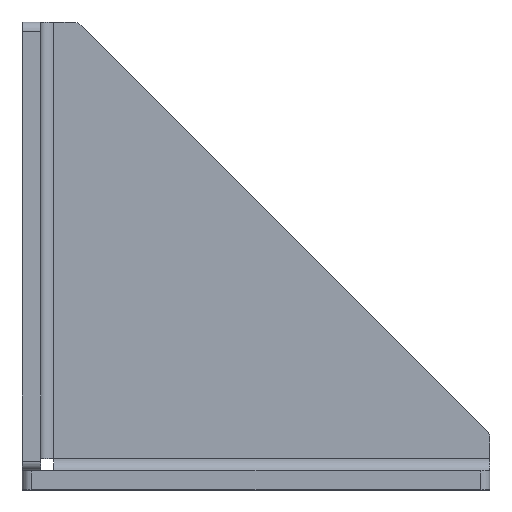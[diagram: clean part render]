
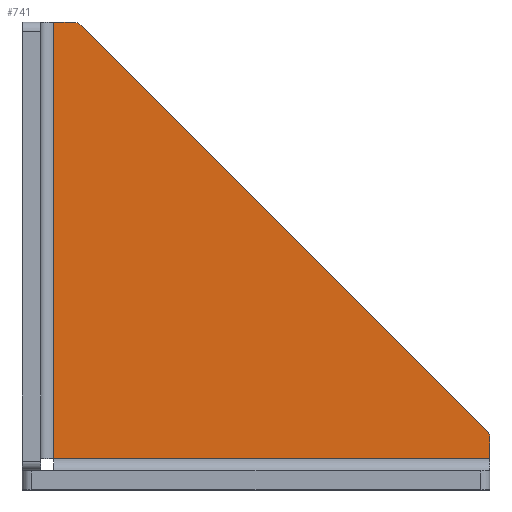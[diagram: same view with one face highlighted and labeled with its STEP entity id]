
A CAD part, top view. The second image highlights one B-rep face of the part: STEP entity #741.
In plain terms, the highlighted planar face has unit normal (0, 0, 1).
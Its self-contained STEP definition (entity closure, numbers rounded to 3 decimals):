
#67 = EDGE_CURVE ( 'NONE', #1067, #815, #1760, .T. ) ;
#90 = VERTEX_POINT ( 'NONE', #1332 ) ;
#106 = DIRECTION ( 'NONE',  ( -1., 0., 0. ) ) ;
#121 = DIRECTION ( 'NONE',  ( 0., 0., 1. ) ) ;
#151 = CARTESIAN_POINT ( 'NONE',  ( 99.414, 12.586, 0. ) ) ;
#152 = VECTOR ( 'NONE', #1003, 1000. ) ;
#164 = CARTESIAN_POINT ( 'NONE',  ( 11.172, 100., 0. ) ) ;
#170 = LINE ( 'NONE', #937, #1663 ) ;
#184 = EDGE_CURVE ( 'NONE', #810, #419, #1980, .T. ) ;
#232 = CIRCLE ( 'NONE', #491, 2. ) ;
#322 = ORIENTED_EDGE ( 'NONE', *, *, #184, .T. ) ;
#391 = CARTESIAN_POINT ( 'NONE',  ( 100., 6.7, 0. ) ) ;
#419 = VERTEX_POINT ( 'NONE', #1617 ) ;
#491 = AXIS2_PLACEMENT_3D ( 'NONE', #729, #831, #106 ) ;
#520 = CARTESIAN_POINT ( 'NONE',  ( 100., 12., 0. ) ) ;
#576 = ORIENTED_EDGE ( 'NONE', *, *, #956, .T. ) ;
#597 = CARTESIAN_POINT ( 'NONE',  ( 6.7, 6.7, 0. ) ) ;
#610 = CARTESIAN_POINT ( 'NONE',  ( 6.7, 6.7, 0. ) ) ;
#613 = ORIENTED_EDGE ( 'NONE', *, *, #987, .T. ) ;
#648 = ORIENTED_EDGE ( 'NONE', *, *, #862, .T. ) ;
#714 = CIRCLE ( 'NONE', #837, 2. ) ;
#729 = CARTESIAN_POINT ( 'NONE',  ( 11.172, 98., 0. ) ) ;
#741 = ADVANCED_FACE ( 'NONE', ( #1169 ), #1655, .F. ) ;
#744 = DIRECTION ( 'NONE',  ( -0.707, 0.707, 0. ) ) ;
#810 = VERTEX_POINT ( 'NONE', #151 ) ;
#815 = VERTEX_POINT ( 'NONE', #597 ) ;
#820 = EDGE_CURVE ( 'NONE', #815, #910, #1688, .T. ) ;
#831 = DIRECTION ( 'NONE',  ( 0., 0., 1. ) ) ;
#837 = AXIS2_PLACEMENT_3D ( 'NONE', #844, #121, #1175 ) ;
#844 = CARTESIAN_POINT ( 'NONE',  ( 98., 11.172, 0. ) ) ;
#845 = VECTOR ( 'NONE', #744, 1000. ) ;
#862 = EDGE_CURVE ( 'NONE', #1050, #910, #170, .T. ) ;
#910 = VERTEX_POINT ( 'NONE', #1519 ) ;
#920 = CARTESIAN_POINT ( 'NONE',  ( 12., 100., 0. ) ) ;
#937 = CARTESIAN_POINT ( 'NONE',  ( 0., 100., 0. ) ) ;
#954 = EDGE_CURVE ( 'NONE', #90, #810, #714, .T. ) ;
#956 = EDGE_CURVE ( 'NONE', #419, #1050, #232, .T. ) ;
#987 = EDGE_CURVE ( 'NONE', #1067, #90, #1793, .T. ) ;
#1003 = DIRECTION ( 'NONE',  ( -1., 0., 0. ) ) ;
#1050 = VERTEX_POINT ( 'NONE', #164 ) ;
#1066 = CARTESIAN_POINT ( 'NONE',  ( 100., 6.7, 0. ) ) ;
#1067 = VERTEX_POINT ( 'NONE', #1066 ) ;
#1150 = ORIENTED_EDGE ( 'NONE', *, *, #954, .T. ) ;
#1169 = FACE_OUTER_BOUND ( 'NONE', #1695, .T. ) ;
#1175 = DIRECTION ( 'NONE',  ( -1., 0., 0. ) ) ;
#1208 = AXIS2_PLACEMENT_3D ( 'NONE', #1799, #1810, #1969 ) ;
#1220 = DIRECTION ( 'NONE',  ( 0., 1., 0. ) ) ;
#1245 = VECTOR ( 'NONE', #1220, 1000. ) ;
#1273 = DIRECTION ( 'NONE',  ( -1., 0., 0. ) ) ;
#1278 = VECTOR ( 'NONE', #1803, 1000. ) ;
#1332 = CARTESIAN_POINT ( 'NONE',  ( 100., 11.172, 0. ) ) ;
#1519 = CARTESIAN_POINT ( 'NONE',  ( 6.7, 100., 0. ) ) ;
#1617 = CARTESIAN_POINT ( 'NONE',  ( 12.586, 99.414, 0. ) ) ;
#1655 = PLANE ( 'NONE',  #1208 ) ;
#1663 = VECTOR ( 'NONE', #1273, 1000. ) ;
#1688 = LINE ( 'NONE', #610, #1245 ) ;
#1695 = EDGE_LOOP ( 'NONE', ( #613, #1150, #322, #576, #648, #1994, #1826 ) ) ;
#1760 = LINE ( 'NONE', #391, #152 ) ;
#1793 = LINE ( 'NONE', #520, #1278 ) ;
#1799 = CARTESIAN_POINT ( 'NONE',  ( 0., 0., 0. ) ) ;
#1803 = DIRECTION ( 'NONE',  ( 0., 1., 0. ) ) ;
#1810 = DIRECTION ( 'NONE',  ( 0., 0., -1. ) ) ;
#1826 = ORIENTED_EDGE ( 'NONE', *, *, #67, .F. ) ;
#1969 = DIRECTION ( 'NONE',  ( -1., 0., 0. ) ) ;
#1980 = LINE ( 'NONE', #920, #845 ) ;
#1994 = ORIENTED_EDGE ( 'NONE', *, *, #820, .F. ) ;
